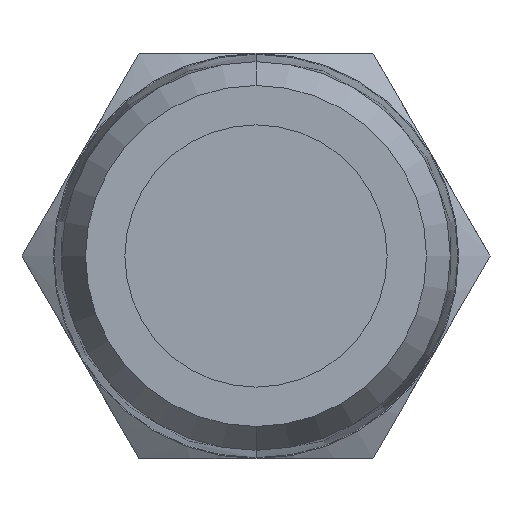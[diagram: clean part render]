
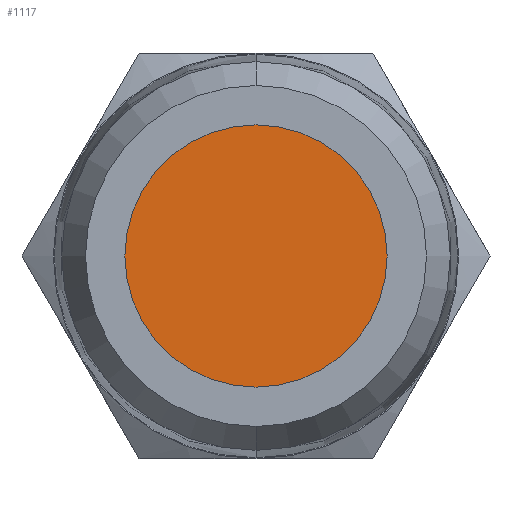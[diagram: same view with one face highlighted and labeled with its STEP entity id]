
A CAD part, front view. The second image highlights one B-rep face of the part: STEP entity #1117.
In plain terms, the highlighted planar face has unit normal (0, -1, 0).
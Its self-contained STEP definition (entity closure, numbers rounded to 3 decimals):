
#166 = CARTESIAN_POINT ( 'NONE',  ( -5.5, 1.093, 0. ) ) ;
#167 = CARTESIAN_POINT ( 'NONE',  ( 5.5, 1.093, 0. ) ) ;
#229 = CARTESIAN_POINT ( 'NONE',  ( 0., 1.093, 0. ) ) ;
#230 = DIRECTION ( 'NONE',  ( 0., 1., 0. ) ) ;
#231 = DIRECTION ( 'NONE',  ( 0., 0., 1. ) ) ;
#250 = CARTESIAN_POINT ( 'NONE',  ( 0., 1.093, 0. ) ) ;
#251 = DIRECTION ( 'NONE',  ( 0., 1., 0. ) ) ;
#252 = DIRECTION ( 'NONE',  ( 0., 0., 1. ) ) ;
#800 = EDGE_LOOP ( 'NONE', ( #2092, #2097 ) ) ;
#1117 = ADVANCED_FACE ( 'NONE', ( #1971 ), #1366, .F. ) ;
#1181 = AXIS2_PLACEMENT_3D ( 'NONE', #1374, #1375, #1376 ) ;
#1299 = AXIS2_PLACEMENT_3D ( 'NONE', #229, #230, #231 ) ;
#1304 = AXIS2_PLACEMENT_3D ( 'NONE', #250, #251, #252 ) ;
#1366 = PLANE ( 'NONE',  #1181 ) ;
#1374 = CARTESIAN_POINT ( 'NONE',  ( 0., 1.093, 0. ) ) ;
#1375 = DIRECTION ( 'NONE',  ( 0., 1., 0. ) ) ;
#1376 = DIRECTION ( 'NONE',  ( 0., 0., 1. ) ) ;
#1971 = FACE_OUTER_BOUND ( 'NONE', #800, .T. ) ;
#2092 = ORIENTED_EDGE ( 'NONE', *, *, #2359, .F. ) ;
#2097 = ORIENTED_EDGE ( 'NONE', *, *, #2351, .F. ) ;
#2119 = VERTEX_POINT ( 'NONE', #166 ) ;
#2120 = VERTEX_POINT ( 'NONE', #167 ) ;
#2258 = CIRCLE ( 'NONE', #1299, 5.5 ) ;
#2271 = CIRCLE ( 'NONE', #1304, 5.5 ) ;
#2351 = EDGE_CURVE ( 'NONE', #2120, #2119, #2258, .T. ) ;
#2359 = EDGE_CURVE ( 'NONE', #2119, #2120, #2271, .T. ) ;
